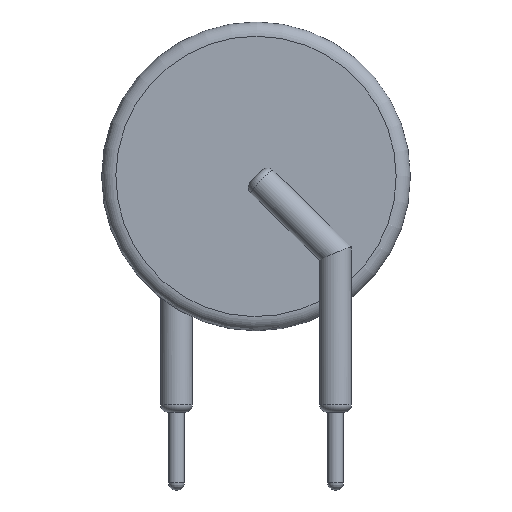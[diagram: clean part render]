
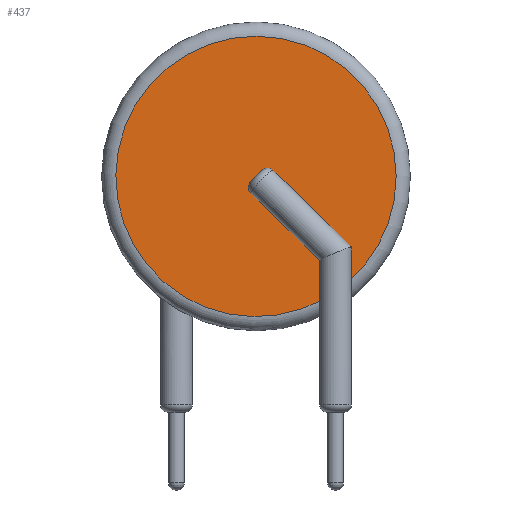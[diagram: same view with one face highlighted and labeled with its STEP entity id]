
A CAD part, front view. The second image highlights one B-rep face of the part: STEP entity #437.
In plain terms, the highlighted planar face has unit normal (0, -1, 0).
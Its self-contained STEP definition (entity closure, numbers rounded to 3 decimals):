
#168 = VERTEX_POINT('',#169);
#169 = CARTESIAN_POINT('',(7.043,-1.28,7.55));
#176 = EDGE_CURVE('',#177,#168,#179,.T.);
#177 = VERTEX_POINT('',#178);
#178 = CARTESIAN_POINT('',(5.497,-1.28,4.159));
#179 = CIRCLE('',#180,4.493);
#180 = AXIS2_PLACEMENT_3D('',#181,#182,#183);
#181 = CARTESIAN_POINT('',(2.55,-1.28,7.55));
#182 = DIRECTION('',(0.,-1.,0.));
#183 = DIRECTION('',(1.,0.,0.));
#186 = VERTEX_POINT('',#187);
#187 = CARTESIAN_POINT('',(4.703,-1.28,3.607));
#264 = EDGE_CURVE('',#168,#186,#265,.T.);
#265 = CIRCLE('',#266,4.493);
#266 = AXIS2_PLACEMENT_3D('',#267,#268,#269);
#267 = CARTESIAN_POINT('',(2.55,-1.28,7.55));
#268 = DIRECTION('',(0.,-1.,0.));
#269 = DIRECTION('',(1.,0.,0.));
#437 = ADVANCED_FACE('',(#438),#533,.T.);
#438 = FACE_BOUND('',#439,.T.);
#439 = EDGE_LOOP('',(#440,#441,#442,#450,#459,#468,#489,#497,#518,#527)
);
#440 = ORIENTED_EDGE('',*,*,#176,.T.);
#441 = ORIENTED_EDGE('',*,*,#264,.T.);
#442 = ORIENTED_EDGE('',*,*,#443,.F.);
#443 = EDGE_CURVE('',#444,#186,#446,.T.);
#444 = VERTEX_POINT('',#445);
#445 = CARTESIAN_POINT('',(4.703,-1.28,4.892));
#446 = LINE('',#447,#448);
#447 = CARTESIAN_POINT('',(4.703,-1.28,0.));
#448 = VECTOR('',#449,1.);
#449 = DIRECTION('',(0.,0.,-1.));
#450 = ORIENTED_EDGE('',*,*,#451,.F.);
#451 = EDGE_CURVE('',#452,#444,#454,.T.);
#452 = VERTEX_POINT('',#453);
#453 = CARTESIAN_POINT('',(2.494,-1.28,6.913));
#454 = ELLIPSE('',#455,5.832,0.51);
#455 = AXIS2_PLACEMENT_3D('',#456,#457,#458);
#456 = CARTESIAN_POINT('',(2.494,-1.28,7.624));
#457 = DIRECTION('',(0.,-1.,0.));
#458 = DIRECTION('',(0.715,0.,-0.699)
);
#459 = ORIENTED_EDGE('',*,*,#460,.F.);
#460 = EDGE_CURVE('',#461,#452,#463,.T.);
#461 = VERTEX_POINT('',#462);
#462 = CARTESIAN_POINT('',(2.38,-1.28,7.023));
#463 = ELLIPSE('',#464,5.832,0.51);
#464 = AXIS2_PLACEMENT_3D('',#465,#466,#467);
#465 = CARTESIAN_POINT('',(2.494,-1.28,7.624));
#466 = DIRECTION('',(0.,-1.,0.));
#467 = DIRECTION('',(0.715,0.,-0.699)
);
#468 = ORIENTED_EDGE('',*,*,#469,.T.);
#469 = EDGE_CURVE('',#461,#470,#472,.T.);
#470 = VERTEX_POINT('',#471);
#471 = CARTESIAN_POINT('',(2.375,-1.28,7.351));
#472 = B_SPLINE_CURVE_WITH_KNOTS('',8,(#473,#474,#475,#476,#477,#478,
#479,#480,#481,#482,#483,#484,#485,#486,#487,#488),.UNSPECIFIED.,.F.
,.F.,(9,7,9),(0.,0.188,1.),.UNSPECIFIED.);
#473 = CARTESIAN_POINT('',(2.38,-1.28,7.023));
#474 = CARTESIAN_POINT('',(2.374,-1.28,7.029));
#475 = CARTESIAN_POINT('',(2.368,-1.28,7.035));
#476 = CARTESIAN_POINT('',(2.362,-1.28,7.041));
#477 = CARTESIAN_POINT('',(2.357,-1.28,7.048));
#478 = CARTESIAN_POINT('',(2.352,-1.28,7.055));
#479 = CARTESIAN_POINT('',(2.347,-1.28,7.062));
#480 = CARTESIAN_POINT('',(2.343,-1.28,7.07));
#481 = CARTESIAN_POINT('',(2.32,-1.28,7.109));
#482 = CARTESIAN_POINT('',(2.308,-1.28,7.145));
#483 = CARTESIAN_POINT('',(2.303,-1.28,7.183));
#484 = CARTESIAN_POINT('',(2.305,-1.28,7.221));
#485 = CARTESIAN_POINT('',(2.313,-1.28,7.258));
#486 = CARTESIAN_POINT('',(2.328,-1.28,7.293));
#487 = CARTESIAN_POINT('',(2.349,-1.28,7.324));
#488 = CARTESIAN_POINT('',(2.375,-1.28,7.351));
#489 = ORIENTED_EDGE('',*,*,#490,.F.);
#490 = EDGE_CURVE('',#491,#470,#493,.T.);
#491 = VERTEX_POINT('',#492);
#492 = CARTESIAN_POINT('',(2.764,-1.28,7.748));
#493 = LINE('',#494,#495);
#494 = CARTESIAN_POINT('',(2.565,-1.28,7.545));
#495 = VECTOR('',#496,1.);
#496 = DIRECTION('',(-0.699,0.,-0.715
));
#497 = ORIENTED_EDGE('',*,*,#498,.F.);
#498 = EDGE_CURVE('',#499,#491,#501,.T.);
#499 = VERTEX_POINT('',#500);
#500 = CARTESIAN_POINT('',(3.092,-1.28,7.751));
#501 = B_SPLINE_CURVE_WITH_KNOTS('',8,(#502,#503,#504,#505,#506,#507,
#508,#509,#510,#511,#512,#513,#514,#515,#516,#517),.UNSPECIFIED.,.F.
,.F.,(9,7,9),(0.,0.188,1.),.UNSPECIFIED.);
#502 = CARTESIAN_POINT('',(3.092,-1.28,7.751));
#503 = CARTESIAN_POINT('',(3.086,-1.28,7.757));
#504 = CARTESIAN_POINT('',(3.079,-1.28,7.763));
#505 = CARTESIAN_POINT('',(3.073,-1.28,7.768));
#506 = CARTESIAN_POINT('',(3.066,-1.28,7.773));
#507 = CARTESIAN_POINT('',(3.059,-1.28,7.778));
#508 = CARTESIAN_POINT('',(3.052,-1.28,7.783));
#509 = CARTESIAN_POINT('',(3.044,-1.28,7.787));
#510 = CARTESIAN_POINT('',(3.004,-1.28,7.808));
#511 = CARTESIAN_POINT('',(2.968,-1.28,7.82));
#512 = CARTESIAN_POINT('',(2.93,-1.28,7.824));
#513 = CARTESIAN_POINT('',(2.892,-1.28,7.822));
#514 = CARTESIAN_POINT('',(2.855,-1.28,7.812));
#515 = CARTESIAN_POINT('',(2.821,-1.28,7.796));
#516 = CARTESIAN_POINT('',(2.79,-1.28,7.775));
#517 = CARTESIAN_POINT('',(2.764,-1.28,7.748));
#518 = ORIENTED_EDGE('',*,*,#519,.F.);
#519 = EDGE_CURVE('',#520,#499,#522,.T.);
#520 = VERTEX_POINT('',#521);
#521 = CARTESIAN_POINT('',(5.497,-1.28,5.225));
#522 = ELLIPSE('',#523,5.832,0.51);
#523 = AXIS2_PLACEMENT_3D('',#524,#525,#526);
#524 = CARTESIAN_POINT('',(2.494,-1.28,7.624));
#525 = DIRECTION('',(0.,-1.,0.));
#526 = DIRECTION('',(0.715,0.,-0.699)
);
#527 = ORIENTED_EDGE('',*,*,#528,.T.);
#528 = EDGE_CURVE('',#520,#177,#529,.T.);
#529 = LINE('',#530,#531);
#530 = CARTESIAN_POINT('',(5.497,-1.28,0.));
#531 = VECTOR('',#532,1.);
#532 = DIRECTION('',(0.,0.,-1.));
#533 = PLANE('',#534);
#534 = AXIS2_PLACEMENT_3D('',#535,#536,#537);
#535 = CARTESIAN_POINT('',(2.55,-1.28,7.55));
#536 = DIRECTION('',(0.,-1.,0.));
#537 = DIRECTION('',(0.,0.,-1.));
